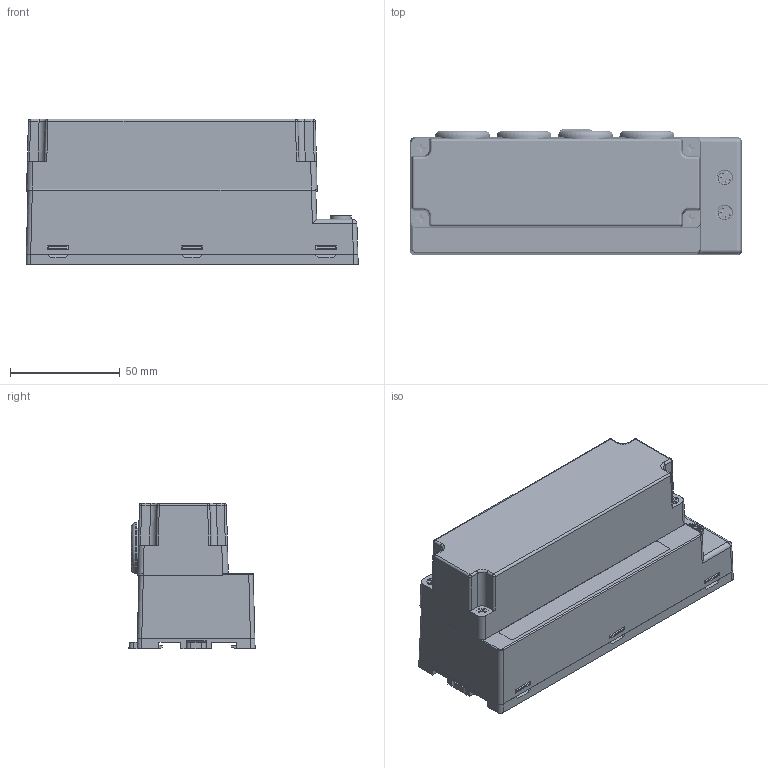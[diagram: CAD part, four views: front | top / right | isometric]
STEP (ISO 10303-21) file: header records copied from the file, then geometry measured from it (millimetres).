
FILE_DESCRIPTION(/* description */ (''),/* implementation_level */ '2;1');
FILE_NAME(/* name */ '',/* time_stamp */ '2024-01-22T17:31:41+08:00',/* author */ (''),/* organization */ (''),/* preprocessor_version */ 'ST-DEVELOPER v14',/* originating_system */ 'SIEMENS PLM Software NX 8.0',/* authorisation */ '');
FILE_SCHEMA (('AUTOMOTIVE_DESIGN { 1 0 10303 214 3 1 1 1 }'));
Products named in the file (1): Admi19E84576np6c
Bounding box: 151.32 x 57.52 x 66.35 mm (x, y, z)
Volume: 252280.6 mm3; surface area: 92434.2 mm2
Topology: 4 solids, 45 shells, 2342 faces, 6264 edges, 4094 vertices
Faces by surface type: plane 1927, cylinder 323, cone 36, bspline 32, torus 14, sphere 10
Full cylindrical faces by diameter (mm): 1.2 x8, 1.5 x8, 1.55 x8, 2.5 x4, 3 x66, 4.5 x4, 4.6 x2, 5.5 x7, 6 x2, 7.2 x2, 7.3 x2, 8.6 x4, 9.5 x6
Entity records: 103210 total; most frequent: CARTESIAN_POINT 45409, ORIENTED_EDGE 11868, DIRECTION 10969, EDGE_CURVE 5936, LINE 5143, VECTOR 5143, VERTEX_POINT 3927, AXIS2_PLACEMENT_3D 2913
